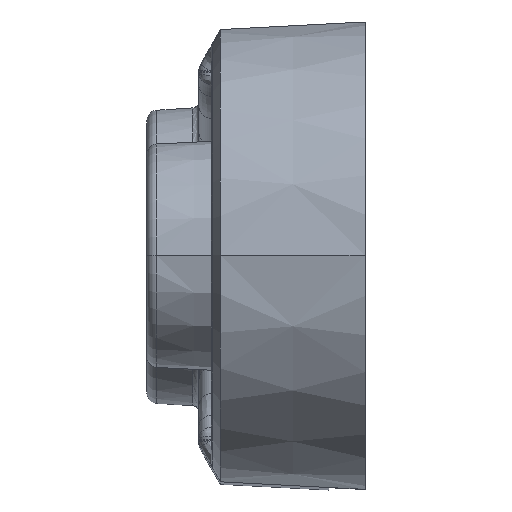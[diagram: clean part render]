
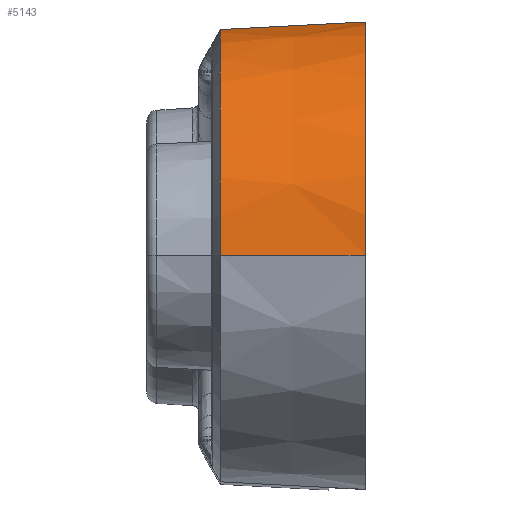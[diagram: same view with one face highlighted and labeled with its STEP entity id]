
A CAD part, top view. The second image highlights one B-rep face of the part: STEP entity #5143.
In plain terms, the highlighted conical face has half-angle 3 degrees and reference radius 9 mm.
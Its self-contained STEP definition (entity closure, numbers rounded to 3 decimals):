
#126 = VERTEX_POINT ( 'NONE', #26064 ) ;
#754 = CONICAL_SURFACE ( 'NONE', #5790, 9., 0.052 ) ;
#2182 = CARTESIAN_POINT ( 'NONE',  ( 4.9, 0., 64. ) ) ;
#3051 = DIRECTION ( 'NONE',  ( -0.999, -0.052, 0. ) ) ;
#3086 = DIRECTION ( 'NONE',  ( 0.999, 0., 0.052 ) ) ;
#4668 = CARTESIAN_POINT ( 'NONE',  ( 4.9, 9., 55. ) ) ;
#5143 = ADVANCED_FACE ( 'NONE', ( #19050 ), #754, .T. ) ;
#5222 = DIRECTION ( 'NONE',  ( 1., 0., 0. ) ) ;
#5257 = EDGE_CURVE ( 'NONE', #5348, #17121, #9769, .T. ) ;
#5348 = VERTEX_POINT ( 'NONE', #14256 ) ;
#5766 = EDGE_LOOP ( 'NONE', ( #23113, #20136, #21815, #21671 ) ) ;
#5790 = AXIS2_PLACEMENT_3D ( 'NONE', #24842, #22924, #8683 ) ;
#8683 = DIRECTION ( 'NONE',  ( 0., 0., 1. ) ) ;
#9358 = DIRECTION ( 'NONE',  ( 0., 0., -1. ) ) ;
#9510 = CARTESIAN_POINT ( 'NONE',  ( 4.9, 9., 55. ) ) ;
#9769 = LINE ( 'NONE', #25983, #24873 ) ;
#9935 = DIRECTION ( 'NONE',  ( 0., 0., 1. ) ) ;
#10816 = AXIS2_PLACEMENT_3D ( 'NONE', #17522, #5222, #9358 ) ;
#11960 = DIRECTION ( 'NONE',  ( 1., 0., 0. ) ) ;
#13430 = VECTOR ( 'NONE', #3051, 1000. ) ;
#14256 = CARTESIAN_POINT ( 'NONE',  ( -0.668, 0., 63.708 ) ) ;
#14332 = EDGE_CURVE ( 'NONE', #126, #5348, #24390, .T. ) ;
#14561 = AXIS2_PLACEMENT_3D ( 'NONE', #19762, #11960, #9935 ) ;
#17121 = VERTEX_POINT ( 'NONE', #2182 ) ;
#17522 = CARTESIAN_POINT ( 'NONE',  ( 4.9, 0., 55. ) ) ;
#19050 = FACE_OUTER_BOUND ( 'NONE', #5766, .T. ) ;
#19762 = CARTESIAN_POINT ( 'NONE',  ( -0.668, 0., 55. ) ) ;
#20136 = ORIENTED_EDGE ( 'NONE', *, *, #5257, .T. ) ;
#21668 = CIRCLE ( 'NONE', #10816, 9. ) ;
#21671 = ORIENTED_EDGE ( 'NONE', *, *, #24813, .T. ) ;
#21815 = ORIENTED_EDGE ( 'NONE', *, *, #23240, .F. ) ;
#22190 = VERTEX_POINT ( 'NONE', #4668 ) ;
#22924 = DIRECTION ( 'NONE',  ( 1., 0., 0. ) ) ;
#23113 = ORIENTED_EDGE ( 'NONE', *, *, #14332, .T. ) ;
#23240 = EDGE_CURVE ( 'NONE', #22190, #17121, #21668, .T. ) ;
#24390 = CIRCLE ( 'NONE', #14561, 8.708 ) ;
#24813 = EDGE_CURVE ( 'NONE', #22190, #126, #26320, .T. ) ;
#24842 = CARTESIAN_POINT ( 'NONE',  ( 4.9, 0., 55. ) ) ;
#24873 = VECTOR ( 'NONE', #3086, 1000. ) ;
#25983 = CARTESIAN_POINT ( 'NONE',  ( 4.9, 0., 64. ) ) ;
#26064 = CARTESIAN_POINT ( 'NONE',  ( -0.668, 8.708, 55. ) ) ;
#26320 = LINE ( 'NONE', #9510, #13430 ) ;
